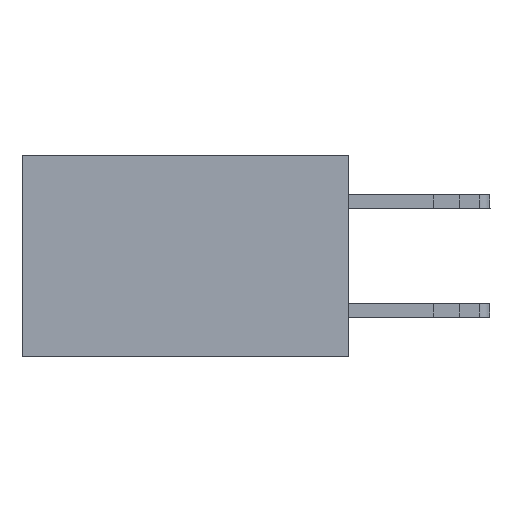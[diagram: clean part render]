
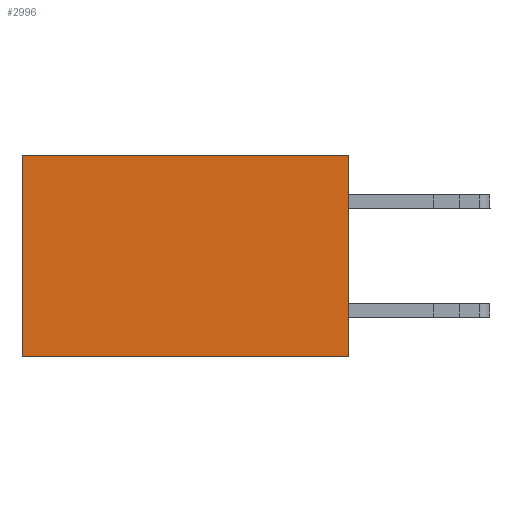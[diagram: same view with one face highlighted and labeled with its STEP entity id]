
A CAD part, left-side view. The second image highlights one B-rep face of the part: STEP entity #2996.
In plain terms, the highlighted planar face has unit normal (-1, 0, 0).
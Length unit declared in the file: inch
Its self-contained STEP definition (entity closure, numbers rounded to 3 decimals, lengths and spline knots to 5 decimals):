
#36 = ORIENTED_EDGE ( 'NONE', *, *, #2650, .T. ) ;
#795 = LINE ( 'NONE', #13743, #4459 ) ;
#1966 = LINE ( 'NONE', #10405, #10528 ) ;
#2461 = ORIENTED_EDGE ( 'NONE', *, *, #3646, .T. ) ;
#2650 = EDGE_CURVE ( 'NONE', #13007, #4897, #14186, .T. ) ;
#2684 = PLANE ( 'NONE',  #7290 ) ;
#2764 = EDGE_CURVE ( 'NONE', #14498, #4897, #1966, .T. ) ;
#2827 = LINE ( 'NONE', #8898, #7553 ) ;
#2841 = DIRECTION ( 'NONE',  ( 0., 0., -1. ) ) ;
#2996 = ADVANCED_FACE ( 'NONE', ( #14594 ), #2684, .F. ) ;
#3646 = EDGE_CURVE ( 'NONE', #8650, #13007, #2827, .T. ) ;
#3953 = ORIENTED_EDGE ( 'NONE', *, *, #11356, .F. ) ;
#4000 = CARTESIAN_POINT ( 'NONE',  ( 0.2615, 0., -0.37 ) ) ;
#4459 = VECTOR ( 'NONE', #7963, 39.37008 ) ;
#4897 = VERTEX_POINT ( 'NONE', #9659 ) ;
#5455 = DIRECTION ( 'NONE',  ( 0., 1., 0. ) ) ;
#6692 = CARTESIAN_POINT ( 'NONE',  ( 0.2615, 0., -0.37 ) ) ;
#7101 = CARTESIAN_POINT ( 'NONE',  ( 0.2615, 0.6, -0.37 ) ) ;
#7290 = AXIS2_PLACEMENT_3D ( 'NONE', #4000, #8757, #2841 ) ;
#7553 = VECTOR ( 'NONE', #5455, 39.37008 ) ;
#7963 = DIRECTION ( 'NONE',  ( 0., 0., -1. ) ) ;
#8644 = DIRECTION ( 'NONE',  ( 0., 1., 0. ) ) ;
#8650 = VERTEX_POINT ( 'NONE', #11933 ) ;
#8757 = DIRECTION ( 'NONE',  ( 1., 0., 0. ) ) ;
#8898 = CARTESIAN_POINT ( 'NONE',  ( 0.2615, 0., 0. ) ) ;
#9659 = CARTESIAN_POINT ( 'NONE',  ( 0.2615, 0.6, -0.37 ) ) ;
#10405 = CARTESIAN_POINT ( 'NONE',  ( 0.2615, 0., -0.37 ) ) ;
#10528 = VECTOR ( 'NONE', #8644, 39.37008 ) ;
#11356 = EDGE_CURVE ( 'NONE', #8650, #14498, #795, .T. ) ;
#11933 = CARTESIAN_POINT ( 'NONE',  ( 0.2615, 0., 0. ) ) ;
#12682 = EDGE_LOOP ( 'NONE', ( #36, #13067, #3953, #2461 ) ) ;
#13007 = VERTEX_POINT ( 'NONE', #13570 ) ;
#13067 = ORIENTED_EDGE ( 'NONE', *, *, #2764, .F. ) ;
#13570 = CARTESIAN_POINT ( 'NONE',  ( 0.2615, 0.6, 0. ) ) ;
#13743 = CARTESIAN_POINT ( 'NONE',  ( 0.2615, 0., -0.37 ) ) ;
#14186 = LINE ( 'NONE', #7101, #14485 ) ;
#14485 = VECTOR ( 'NONE', #14493, 39.37008 ) ;
#14493 = DIRECTION ( 'NONE',  ( 0., 0., -1. ) ) ;
#14498 = VERTEX_POINT ( 'NONE', #6692 ) ;
#14594 = FACE_OUTER_BOUND ( 'NONE', #12682, .T. ) ;
